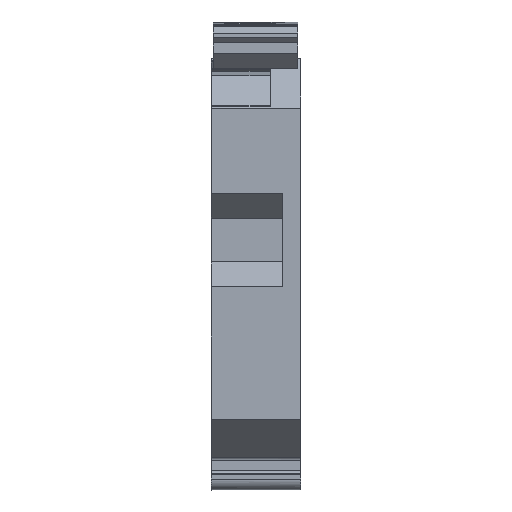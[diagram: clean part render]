
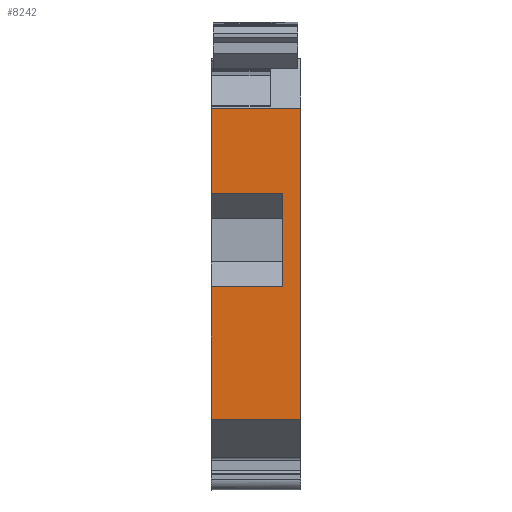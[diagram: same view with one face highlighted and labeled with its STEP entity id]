
A CAD part, front view. The second image highlights one B-rep face of the part: STEP entity #8242.
In plain terms, the highlighted planar face has unit normal (0, -1, 0).
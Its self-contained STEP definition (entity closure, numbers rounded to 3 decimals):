
#8206=AXIS2_PLACEMENT_3D('Plane Axis2P3D',#8203,#8204,#8205) ;
#5156=CARTESIAN_POINT('Vertex',(0.,6.006,34.75)) ;
#5159=CARTESIAN_POINT('Line Origine',(4.05,6.006,34.75)) ;
#5163=CARTESIAN_POINT('Vertex',(8.1,6.006,34.75)) ;
#6069=CARTESIAN_POINT('Vertex',(0.,6.006,6.414)) ;
#6072=CARTESIAN_POINT('Line Origine',(0.,6.006,12.457)) ;
#6076=CARTESIAN_POINT('Vertex',(0.,6.006,18.5)) ;
#6111=CARTESIAN_POINT('Vertex',(0.,6.006,27.)) ;
#6114=CARTESIAN_POINT('Line Origine',(0.,6.006,30.875)) ;
#6413=CARTESIAN_POINT('Line Origine',(8.1,6.006,20.582)) ;
#6417=CARTESIAN_POINT('Vertex',(8.1,6.006,6.414)) ;
#8203=CARTESIAN_POINT('Axis2P3D Location',(8.1,6.006,39.25)) ;
#8208=CARTESIAN_POINT('Line Origine',(4.05,6.006,6.414)) ;
#8213=CARTESIAN_POINT('Line Origine',(3.25,6.006,27.)) ;
#8217=CARTESIAN_POINT('Vertex',(6.5,6.006,27.)) ;
#8220=CARTESIAN_POINT('Line Origine',(6.5,6.006,22.75)) ;
#8224=CARTESIAN_POINT('Vertex',(6.5,6.006,18.5)) ;
#8227=CARTESIAN_POINT('Line Origine',(3.25,6.006,18.5)) ;
#5160=DIRECTION('Vector Direction',(1.,0.,0.)) ;
#6073=DIRECTION('Vector Direction',(0.,0.,1.)) ;
#6115=DIRECTION('Vector Direction',(0.,0.,1.)) ;
#6414=DIRECTION('Vector Direction',(0.,0.,-1.)) ;
#8204=DIRECTION('Axis2P3D Direction',(0.,1.,0.)) ;
#8205=DIRECTION('Axis2P3D XDirection',(-1.,0.,0.)) ;
#8209=DIRECTION('Vector Direction',(1.,0.,0.)) ;
#8214=DIRECTION('Vector Direction',(-1.,0.,0.)) ;
#8221=DIRECTION('Vector Direction',(0.,0.,1.)) ;
#8228=DIRECTION('Vector Direction',(1.,0.,0.)) ;
#5161=VECTOR('Line Direction',#5160,1.) ;
#6074=VECTOR('Line Direction',#6073,1.) ;
#6116=VECTOR('Line Direction',#6115,1.) ;
#6415=VECTOR('Line Direction',#6414,1.) ;
#8210=VECTOR('Line Direction',#8209,1.) ;
#8215=VECTOR('Line Direction',#8214,1.) ;
#8222=VECTOR('Line Direction',#8221,1.) ;
#8229=VECTOR('Line Direction',#8228,1.) ;
#8233=ORIENTED_EDGE('',*,*,#8212,.T.) ;
#8234=ORIENTED_EDGE('',*,*,#6419,.F.) ;
#8235=ORIENTED_EDGE('',*,*,#5165,.F.) ;
#8236=ORIENTED_EDGE('',*,*,#6118,.F.) ;
#8237=ORIENTED_EDGE('',*,*,#8219,.F.) ;
#8238=ORIENTED_EDGE('',*,*,#8226,.F.) ;
#8239=ORIENTED_EDGE('',*,*,#8231,.F.) ;
#8240=ORIENTED_EDGE('',*,*,#6078,.F.) ;
#8242=ADVANCED_FACE('Hauptk\X2\00F6\X0\rper',(#8241),#8207,.F.) ;
#5165=EDGE_CURVE('',#5157,#5164,#5162,.T.) ;
#6078=EDGE_CURVE('',#6070,#6077,#6075,.T.) ;
#6118=EDGE_CURVE('',#6112,#5157,#6117,.T.) ;
#6419=EDGE_CURVE('',#5164,#6418,#6416,.T.) ;
#8212=EDGE_CURVE('',#6070,#6418,#8211,.T.) ;
#8219=EDGE_CURVE('',#8218,#6112,#8216,.T.) ;
#8226=EDGE_CURVE('',#8225,#8218,#8223,.T.) ;
#8231=EDGE_CURVE('',#6077,#8225,#8230,.T.) ;
#8232=EDGE_LOOP('',(#8233,#8234,#8235,#8236,#8237,#8238,#8239,#8240)) ;
#8241=FACE_OUTER_BOUND('',#8232,.T.) ;
#5162=LINE('Line',#5159,#5161) ;
#6075=LINE('Line',#6072,#6074) ;
#6117=LINE('Line',#6114,#6116) ;
#6416=LINE('Line',#6413,#6415) ;
#8211=LINE('Line',#8208,#8210) ;
#8216=LINE('Line',#8213,#8215) ;
#8223=LINE('Line',#8220,#8222) ;
#8230=LINE('Line',#8227,#8229) ;
#8207=PLANE('',#8206) ;
#5157=VERTEX_POINT('',#5156) ;
#5164=VERTEX_POINT('',#5163) ;
#6070=VERTEX_POINT('',#6069) ;
#6077=VERTEX_POINT('',#6076) ;
#6112=VERTEX_POINT('',#6111) ;
#6418=VERTEX_POINT('',#6417) ;
#8218=VERTEX_POINT('',#8217) ;
#8225=VERTEX_POINT('',#8224) ;
